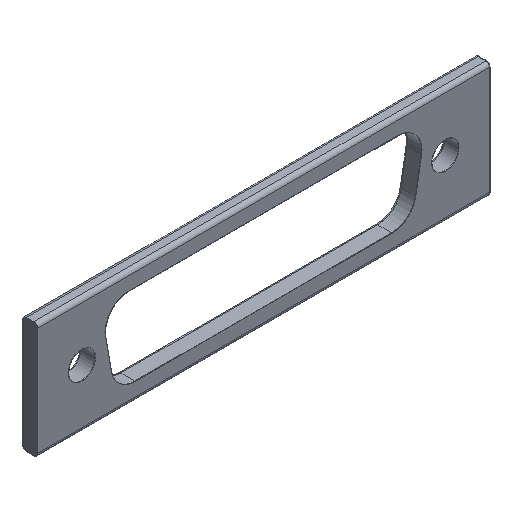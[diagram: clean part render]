
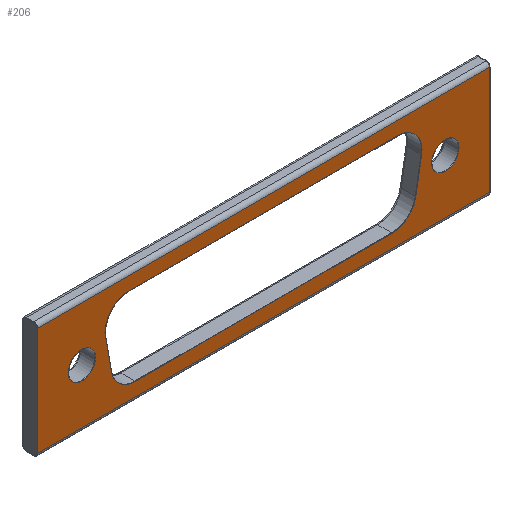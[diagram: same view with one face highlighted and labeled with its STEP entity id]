
A CAD part, isometric view. The second image highlights one B-rep face of the part: STEP entity #206.
In plain terms, the highlighted planar face has unit normal (0, -1, 0).
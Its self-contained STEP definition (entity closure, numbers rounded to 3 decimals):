
#206 = ADVANCED_FACE( '', ( #439, #440, #441, #442 ), #443, .T. );
#439 = FACE_BOUND( '', #692, .T. );
#440 = FACE_OUTER_BOUND( '', #693, .T. );
#441 = FACE_BOUND( '', #694, .T. );
#442 = FACE_BOUND( '', #695, .T. );
#443 = PLANE( '', #696 );
#692 = EDGE_LOOP( '', ( #1233 ) );
#693 = EDGE_LOOP( '', ( #1234, #1235, #1236, #1237 ) );
#694 = EDGE_LOOP( '', ( #1238 ) );
#695 = EDGE_LOOP( '', ( #1239, #1240, #1241, #1242, #1243, #1244, #1245, #1246 ) );
#696 = AXIS2_PLACEMENT_3D( '', #1247, #1248, #1249 );
#1233 = ORIENTED_EDGE( '', *, *, #1621, .T. );
#1234 = ORIENTED_EDGE( '', *, *, #1547, .T. );
#1235 = ORIENTED_EDGE( '', *, *, #1613, .T. );
#1236 = ORIENTED_EDGE( '', *, *, #1622, .T. );
#1237 = ORIENTED_EDGE( '', *, *, #1569, .T. );
#1238 = ORIENTED_EDGE( '', *, *, #1533, .F. );
#1239 = ORIENTED_EDGE( '', *, *, #1623, .T. );
#1240 = ORIENTED_EDGE( '', *, *, #1540, .T. );
#1241 = ORIENTED_EDGE( '', *, *, #1579, .T. );
#1242 = ORIENTED_EDGE( '', *, *, #1441, .T. );
#1243 = ORIENTED_EDGE( '', *, *, #1577, .T. );
#1244 = ORIENTED_EDGE( '', *, *, #1556, .T. );
#1245 = ORIENTED_EDGE( '', *, *, #1572, .T. );
#1246 = ORIENTED_EDGE( '', *, *, #1582, .T. );
#1247 = CARTESIAN_POINT( '', ( -29.25, -0.975, -7.5 ) );
#1248 = DIRECTION( '', ( 0., -1., 0. ) );
#1249 = DIRECTION( '', ( 0., 0., -1. ) );
#1441 = EDGE_CURVE( '', #1707, #1712, #1714, .F. );
#1533 = EDGE_CURVE( '', #1862, #1862, #1863, .T. );
#1540 = EDGE_CURVE( '', #1869, #1871, #1873, .F. );
#1547 = EDGE_CURVE( '', #1885, #1883, #1886, .T. );
#1556 = EDGE_CURVE( '', #1896, #1898, #1900, .F. );
#1569 = EDGE_CURVE( '', #1914, #1885, #1917, .T. );
#1572 = EDGE_CURVE( '', #1898, #1919, #1921, .T. );
#1577 = EDGE_CURVE( '', #1712, #1896, #1926, .T. );
#1579 = EDGE_CURVE( '', #1871, #1707, #1928, .T. );
#1582 = EDGE_CURVE( '', #1919, #1930, #1932, .F. );
#1613 = EDGE_CURVE( '', #1883, #1973, #1975, .T. );
#1621 = EDGE_CURVE( '', #1985, #1985, #1986, .F. );
#1622 = EDGE_CURVE( '', #1973, #1914, #1987, .T. );
#1623 = EDGE_CURVE( '', #1930, #1869, #1988, .T. );
#1707 = VERTEX_POINT( '', #2091 );
#1712 = VERTEX_POINT( '', #2097 );
#1714 = CIRCLE( '', #2100, 3.1 );
#1862 = VERTEX_POINT( '', #2296 );
#1863 = CIRCLE( '', #2297, 1.75 );
#1869 = VERTEX_POINT( '', #2304 );
#1871 = VERTEX_POINT( '', #2307 );
#1873 = CIRCLE( '', #2310, 3.1 );
#1883 = VERTEX_POINT( '', #2323 );
#1885 = VERTEX_POINT( '', #2325 );
#1886 = LINE( '', #2326, #2327 );
#1896 = VERTEX_POINT( '', #2339 );
#1898 = VERTEX_POINT( '', #2342 );
#1900 = CIRCLE( '', #2345, 3.1 );
#1914 = VERTEX_POINT( '', #2364 );
#1917 = LINE( '', #2368, #2369 );
#1919 = VERTEX_POINT( '', #2371 );
#1921 = LINE( '', #2374, #2375 );
#1926 = LINE( '', #2382, #2383 );
#1928 = LINE( '', #2385, #2386 );
#1930 = VERTEX_POINT( '', #2388 );
#1932 = CIRCLE( '', #2391, 3.1 );
#1973 = VERTEX_POINT( '', #2446 );
#1975 = LINE( '', #2448, #2449 );
#1985 = VERTEX_POINT( '', #2459 );
#1986 = CIRCLE( '', #2460, 1.75 );
#1987 = LINE( '', #2461, #2462 );
#1988 = LINE( '', #2463, #2464 );
#2091 = CARTESIAN_POINT( '', ( 17.36, -0.975, 5.25 ) );
#2097 = CARTESIAN_POINT( '', ( 20.413, -0.975, 1.612 ) );
#2100 = AXIS2_PLACEMENT_3D( '', #2545, #2546, #2547 );
#2296 = CARTESIAN_POINT( '', ( -23.5, -0.975, -1.75 ) );
#2297 = AXIS2_PLACEMENT_3D( '', #2671, #2672, #2673 );
#2304 = CARTESIAN_POINT( '', ( -20.413, -0.975, 1.612 ) );
#2307 = CARTESIAN_POINT( '', ( -17.36, -0.975, 5.25 ) );
#2310 = AXIS2_PLACEMENT_3D( '', #2680, #2681, #2682 );
#2323 = CARTESIAN_POINT( '', ( -29.25, -0.975, -7. ) );
#2325 = CARTESIAN_POINT( '', ( -29.25, -0.975, 7. ) );
#2326 = CARTESIAN_POINT( '', ( -29.25, -0.975, 7.5 ) );
#2327 = VECTOR( '', #2692, 1000. );
#2339 = CARTESIAN_POINT( '', ( 19.655, -0.975, -2.688 ) );
#2342 = CARTESIAN_POINT( '', ( 16.602, -0.975, -5.25 ) );
#2345 = AXIS2_PLACEMENT_3D( '', #2706, #2707, #2708 );
#2364 = CARTESIAN_POINT( '', ( 29.25, -0.975, 7. ) );
#2368 = CARTESIAN_POINT( '', ( -29.25, -0.975, 7. ) );
#2369 = VECTOR( '', #2721, 1000. );
#2371 = CARTESIAN_POINT( '', ( -16.602, -0.975, -5.25 ) );
#2374 = CARTESIAN_POINT( '', ( -29.25, -0.975, -5.25 ) );
#2375 = VECTOR( '', #2723, 1000. );
#2382 = CARTESIAN_POINT( '', ( 17.357, -0.975, -15.718 ) );
#2383 = VECTOR( '', #2726, 1000. );
#2385 = CARTESIAN_POINT( '', ( -29.25, -0.975, 5.25 ) );
#2386 = VECTOR( '', #2727, 1000. );
#2388 = CARTESIAN_POINT( '', ( -19.655, -0.975, -2.688 ) );
#2391 = AXIS2_PLACEMENT_3D( '', #2729, #2730, #2731 );
#2446 = CARTESIAN_POINT( '', ( 29.25, -0.975, -7. ) );
#2448 = CARTESIAN_POINT( '', ( 29.25, -0.975, -7. ) );
#2449 = VECTOR( '', #2755, 1000. );
#2459 = CARTESIAN_POINT( '', ( 23.5, -0.975, -1.75 ) );
#2460 = AXIS2_PLACEMENT_3D( '', #2768, #2769, #2770 );
#2461 = CARTESIAN_POINT( '', ( 29.25, -0.975, -7.5 ) );
#2462 = VECTOR( '', #2771, 1000. );
#2463 = CARTESIAN_POINT( '', ( -19.121, -0.975, -5.714 ) );
#2464 = VECTOR( '', #2772, 1000. );
#2545 = CARTESIAN_POINT( '', ( 17.36, -0.975, 2.15 ) );
#2546 = DIRECTION( '', ( 0., -1., 0. ) );
#2547 = DIRECTION( '', ( 0., 0., -1. ) );
#2671 = CARTESIAN_POINT( '', ( -23.5, -0.975, 0. ) );
#2672 = DIRECTION( '', ( 0., -1., 0. ) );
#2673 = DIRECTION( '', ( 0., 0., -1. ) );
#2680 = CARTESIAN_POINT( '', ( -17.36, -0.975, 2.15 ) );
#2681 = DIRECTION( '', ( 0., -1., 0. ) );
#2682 = DIRECTION( '', ( 0., 0., -1. ) );
#2692 = DIRECTION( '', ( 0., 0., -1. ) );
#2706 = CARTESIAN_POINT( '', ( 16.602, -0.975, -2.15 ) );
#2707 = DIRECTION( '', ( 0., -1., 0. ) );
#2708 = DIRECTION( '', ( 0., 0., -1. ) );
#2721 = DIRECTION( '', ( -1., 0., 0. ) );
#2723 = DIRECTION( '', ( -1., 0., 0. ) );
#2726 = DIRECTION( '', ( -0.174, 0., -0.985 ) );
#2727 = DIRECTION( '', ( 1., 0., 0. ) );
#2729 = CARTESIAN_POINT( '', ( -16.602, -0.975, -2.15 ) );
#2730 = DIRECTION( '', ( 0., -1., 0. ) );
#2731 = DIRECTION( '', ( 0., 0., -1. ) );
#2755 = DIRECTION( '', ( 1., 0., 0. ) );
#2768 = CARTESIAN_POINT( '', ( 23.5, -0.975, 0. ) );
#2769 = DIRECTION( '', ( 0., -1., 0. ) );
#2770 = DIRECTION( '', ( 0., 0., -1. ) );
#2771 = DIRECTION( '', ( 0., 0., 1. ) );
#2772 = DIRECTION( '', ( -0.174, 0., 0.985 ) );
